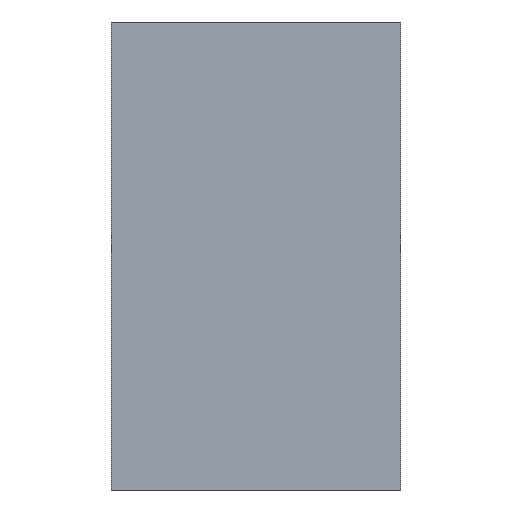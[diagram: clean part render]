
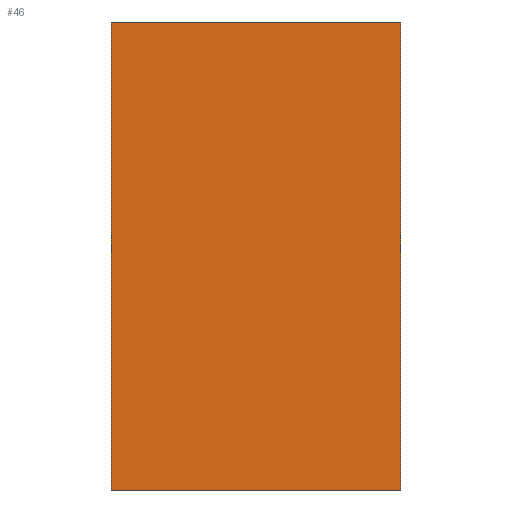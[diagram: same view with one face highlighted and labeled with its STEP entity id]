
A CAD part, left-side view. The second image highlights one B-rep face of the part: STEP entity #46.
In plain terms, the highlighted planar face has unit normal (-1, 0, 0).
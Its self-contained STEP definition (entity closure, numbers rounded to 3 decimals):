
#46 = ADVANCED_FACE( '', ( #92 ), #93, .F. );
#92 = FACE_OUTER_BOUND( '', #129, .T. );
#93 = PLANE( '', #130 );
#129 = EDGE_LOOP( '', ( #189, #190, #191, #192 ) );
#130 = AXIS2_PLACEMENT_3D( '', #193, #194, #195 );
#189 = ORIENTED_EDGE( '', *, *, #214, .T. );
#190 = ORIENTED_EDGE( '', *, *, #206, .F. );
#191 = ORIENTED_EDGE( '', *, *, #218, .F. );
#192 = ORIENTED_EDGE( '', *, *, #209, .T. );
#193 = CARTESIAN_POINT( '', ( -348., 42., 136. ) );
#194 = DIRECTION( '', ( 1., 0., 0. ) );
#195 = DIRECTION( '', ( 0., 0., -1. ) );
#206 = EDGE_CURVE( '', #236, #231, #238, .T. );
#209 = EDGE_CURVE( '', #243, #241, #244, .T. );
#214 = EDGE_CURVE( '', #241, #231, #250, .T. );
#218 = EDGE_CURVE( '', #243, #236, #254, .T. );
#231 = VERTEX_POINT( '', #267 );
#236 = VERTEX_POINT( '', #274 );
#238 = LINE( '', #277, #278 );
#241 = VERTEX_POINT( '', #281 );
#243 = VERTEX_POINT( '', #284 );
#244 = LINE( '', #285, #286 );
#250 = LINE( '', #295, #296 );
#254 = LINE( '', #301, #302 );
#267 = CARTESIAN_POINT( '', ( -348., -42., 0. ) );
#274 = CARTESIAN_POINT( '', ( -348., -42., 136. ) );
#277 = CARTESIAN_POINT( '', ( -348., -42., 136. ) );
#278 = VECTOR( '', #319, 1000. );
#281 = CARTESIAN_POINT( '', ( -348., 42., 0. ) );
#284 = CARTESIAN_POINT( '', ( -348., 42., 136. ) );
#285 = CARTESIAN_POINT( '', ( -348., 42., 136. ) );
#286 = VECTOR( '', #321, 1000. );
#295 = CARTESIAN_POINT( '', ( -348., 42., 0. ) );
#296 = VECTOR( '', #325, 1000. );
#301 = CARTESIAN_POINT( '', ( -348., 42., 136. ) );
#302 = VECTOR( '', #327, 1000. );
#319 = DIRECTION( '', ( 0., 0., -1. ) );
#321 = DIRECTION( '', ( 0., 0., -1. ) );
#325 = DIRECTION( '', ( 0., -1., 0. ) );
#327 = DIRECTION( '', ( 0., -1., 0. ) );
